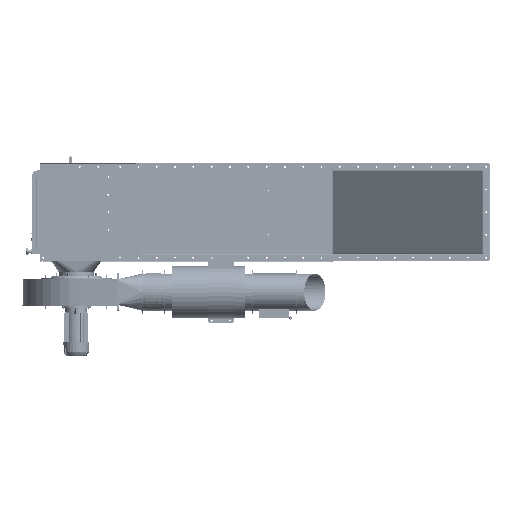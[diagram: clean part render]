
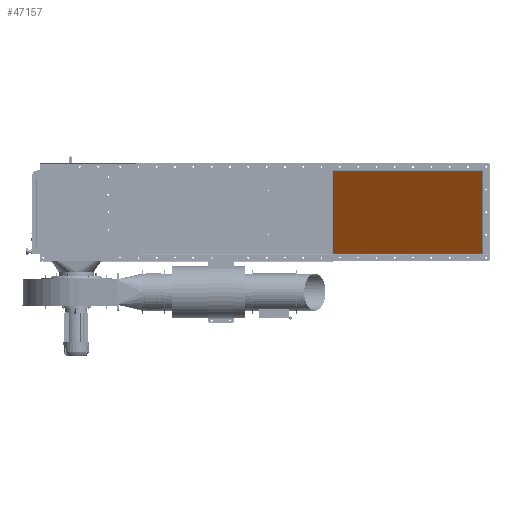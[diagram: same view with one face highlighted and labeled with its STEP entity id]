
A CAD part, front view. The second image highlights one B-rep face of the part: STEP entity #47157.
In plain terms, the highlighted face is planar.
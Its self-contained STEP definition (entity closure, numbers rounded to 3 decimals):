
#4757 = DIRECTION ( 'NONE',  ( 0., 0.676, -0.737 ) ) ;
#5687 = ORIENTED_EDGE ( 'NONE', *, *, #98748, .T. ) ;
#6651 = FACE_OUTER_BOUND ( 'NONE', #18458, .T. ) ;
#8247 = ORIENTED_EDGE ( 'NONE', *, *, #24066, .F. ) ;
#11366 = EDGE_CURVE ( 'NONE', #54367, #97560, #69871, .T. ) ;
#11792 = ORIENTED_EDGE ( 'NONE', *, *, #11366, .T. ) ;
#12986 = AXIS2_PLACEMENT_3D ( 'NONE', #59948, #150370, #20147 ) ;
#18458 = EDGE_LOOP ( 'NONE', ( #19021, #118003, #11792, #5687, #166147, #8247 ) ) ;
#19021 = ORIENTED_EDGE ( 'NONE', *, *, #144812, .F. ) ;
#20147 = DIRECTION ( 'NONE',  ( 0., 0.676, -0.737 ) ) ;
#20849 = LINE ( 'NONE', #72493, #134624 ) ;
#21377 = VECTOR ( 'NONE', #92399, 1000. ) ;
#24066 = EDGE_CURVE ( 'NONE', #53344, #151337, #104221, .T. ) ;
#28239 = EDGE_CURVE ( 'NONE', #54367, #141305, #86700, .T. ) ;
#38856 = CARTESIAN_POINT ( 'NONE',  ( -280.6, 0., 1025. ) ) ;
#47157 = ADVANCED_FACE ( 'NONE', ( #6651 ), #84499, .T. ) ;
#49392 = CARTESIAN_POINT ( 'NONE',  ( -280.6, 1.157, 1023.738 ) ) ;
#50719 = DIRECTION ( 'NONE',  ( 1., 0., 0. ) ) ;
#53344 = VERTEX_POINT ( 'NONE', #118668 ) ;
#54367 = VERTEX_POINT ( 'NONE', #139220 ) ;
#59948 = CARTESIAN_POINT ( 'NONE',  ( -280.6, 0., 1025. ) ) ;
#69871 = LINE ( 'NONE', #38856, #128293 ) ;
#72493 = CARTESIAN_POINT ( 'NONE',  ( -280.6, 0., 1025. ) ) ;
#72872 = VECTOR ( 'NONE', #50719, 1000. ) ;
#76137 = LINE ( 'NONE', #114246, #72872 ) ;
#78417 = CARTESIAN_POINT ( 'NONE',  ( -280.6, 937.34, 2.9 ) ) ;
#78489 = EDGE_CURVE ( 'NONE', #107731, #151337, #76137, .T. ) ;
#84389 = CARTESIAN_POINT ( 'NONE',  ( 280.6, 1.157, 1023.738 ) ) ;
#84499 = PLANE ( 'NONE',  #12986 ) ;
#86700 = LINE ( 'NONE', #49392, #106739 ) ;
#90750 = CARTESIAN_POINT ( 'NONE',  ( 280.6, 0., 1025. ) ) ;
#92399 = DIRECTION ( 'NONE',  ( 0., 0.676, -0.737 ) ) ;
#97560 = VERTEX_POINT ( 'NONE', #78417 ) ;
#98748 = EDGE_CURVE ( 'NONE', #97560, #107731, #20849, .T. ) ;
#104221 = LINE ( 'NONE', #155752, #153947 ) ;
#106739 = VECTOR ( 'NONE', #112925, 1000. ) ;
#107731 = VERTEX_POINT ( 'NONE', #144453 ) ;
#112925 = DIRECTION ( 'NONE',  ( 1., 0., 0. ) ) ;
#114246 = CARTESIAN_POINT ( 'NONE',  ( -280.6, 938.692, 1.426 ) ) ;
#118003 = ORIENTED_EDGE ( 'NONE', *, *, #28239, .F. ) ;
#118668 = CARTESIAN_POINT ( 'NONE',  ( 280.6, 937.34, 2.9 ) ) ;
#128293 = VECTOR ( 'NONE', #4757, 1000. ) ;
#130376 = DIRECTION ( 'NONE',  ( 0., 0.676, -0.737 ) ) ;
#134624 = VECTOR ( 'NONE', #135085, 1000. ) ;
#135085 = DIRECTION ( 'NONE',  ( 0., 0.676, -0.737 ) ) ;
#139220 = CARTESIAN_POINT ( 'NONE',  ( -280.6, 1.157, 1023.738 ) ) ;
#141305 = VERTEX_POINT ( 'NONE', #84389 ) ;
#144453 = CARTESIAN_POINT ( 'NONE',  ( -280.6, 938.692, 1.426 ) ) ;
#144812 = EDGE_CURVE ( 'NONE', #141305, #53344, #157413, .T. ) ;
#150370 = DIRECTION ( 'NONE',  ( 0., -0.737, -0.676 ) ) ;
#151337 = VERTEX_POINT ( 'NONE', #161958 ) ;
#153947 = VECTOR ( 'NONE', #130376, 1000. ) ;
#155752 = CARTESIAN_POINT ( 'NONE',  ( 280.6, 0., 1025. ) ) ;
#157413 = LINE ( 'NONE', #90750, #21377 ) ;
#161958 = CARTESIAN_POINT ( 'NONE',  ( 280.6, 938.692, 1.426 ) ) ;
#166147 = ORIENTED_EDGE ( 'NONE', *, *, #78489, .T. ) ;
